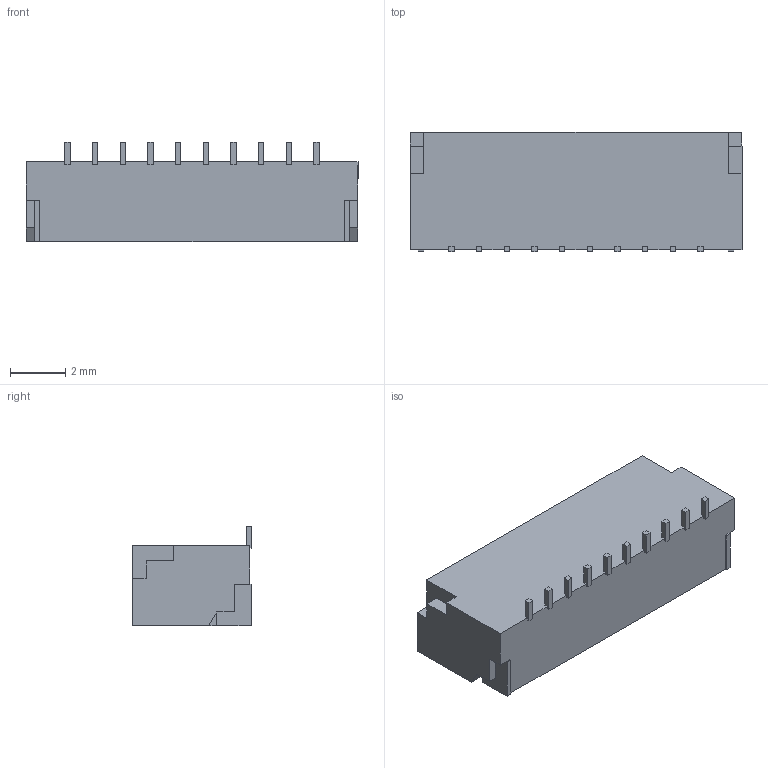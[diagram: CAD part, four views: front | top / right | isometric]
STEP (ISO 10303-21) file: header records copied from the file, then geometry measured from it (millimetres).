
FILE_DESCRIPTION(/* description */ ('STEP AP214'),/* implementation_level */ '2;1');
FILE_NAME(/* name */ 'JST-BM10B-SRSS-TB.step',/* time_stamp */ '2025-07-17T11:13:50-07:00',/* author */ (''),/* organization */ (''),/* preprocessor_version */ 'ST-DEVELOPER v20.1',/* originating_system */ 'Autodesk Translation Framework v14.10.0.0',/* authorisation */ '');
FILE_SCHEMA (('AUTOMOTIVE_DESIGN { 1 0 10303 214 3 1 1 }'));
Length unit declared in the file: millimetre
Products named in the file (1): BM10B-SRSS
Bounding box: 12 x 4.32 x 3.6 mm (x, y, z)
Volume: 81.2 mm3; surface area: 302.4 mm2
Topology: 1 solids, 1 shells, 159 faces, 434 edges, 288 vertices
Faces by surface type: plane 159
Entity records: 5129 total; most frequent: CARTESIAN_POINT 882, ORIENTED_EDGE 868, DIRECTION 754, LINE 434, VECTOR 434, EDGE_CURVE 434, VERTEX_POINT 288, EDGE_LOOP 170
